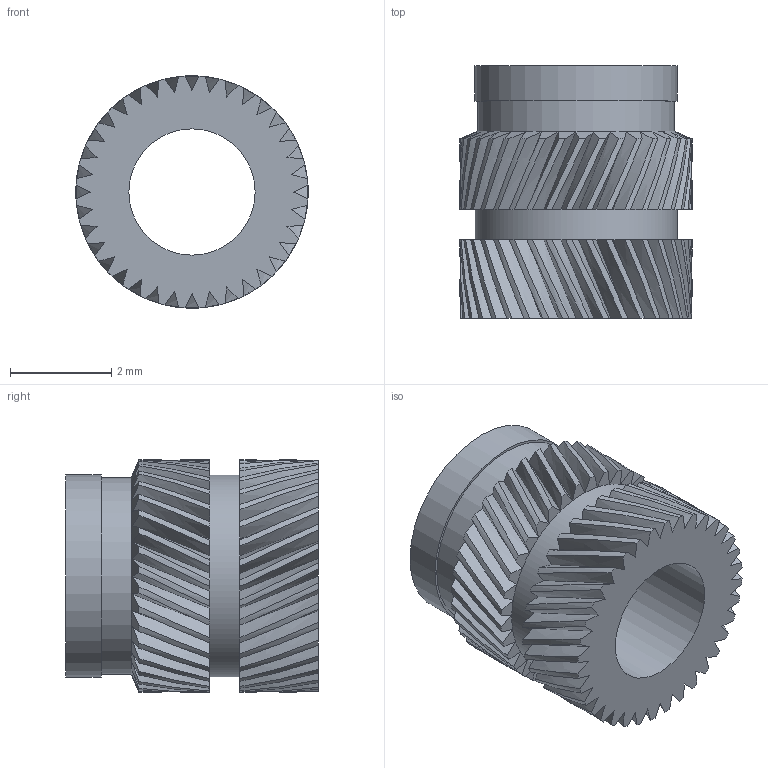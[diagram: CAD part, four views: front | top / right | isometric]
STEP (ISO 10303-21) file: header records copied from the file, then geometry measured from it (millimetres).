
FILE_DESCRIPTION(/* description */ (''),/* implementation_level */ '2;1');
FILE_NAME(/* name */ 'M3x4.6x5.stp',/* time_stamp */ '2023-12-24T16:48:47+03:00',/* author */ ('liza'),/* organization */ (''),/* preprocessor_version */ 'ST-DEVELOPER v19',/* originating_system */ 'Autodesk Inventor 2023',/* authorisation */ '');
FILE_SCHEMA (('AUTOMOTIVE_DESIGN { 1 0 10303 214 3 1 1 }'));
Length unit declared in the file: millimetre
Products named in the file (1): M2x3.5x4.5
Bounding box: 4.6 x 5 x 4.6 mm (x, y, z)
Volume: 45.7 mm3; surface area: 180.1 mm2
Topology: 1 solids, 1 shells, 296 faces, 734 edges, 441 vertices
Faces by surface type: bspline 144, cylinder 76, plane 75, cone 1
Full cylindrical faces by diameter (mm): 2.5 x1, 3.9 x1, 4 x2
Entity records: 11406 total; most frequent: CARTESIAN_POINT 5651, ORIENTED_EDGE 1468, DIRECTION 759, EDGE_CURVE 734, B_SPLINE_CURVE_WITH_KNOTS 505, VERTEX_POINT 441, AXIS2_PLACEMENT_3D 377, EDGE_LOOP 299
